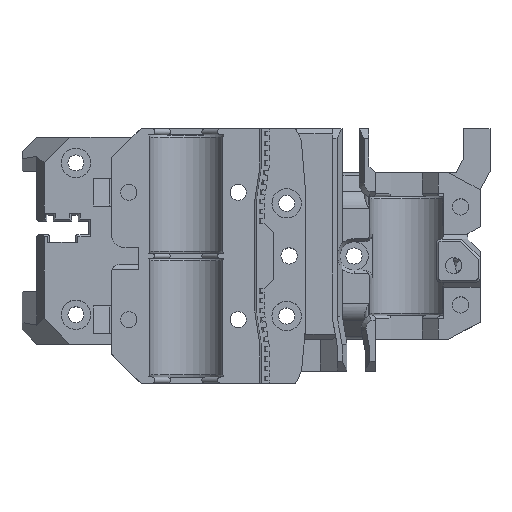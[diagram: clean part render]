
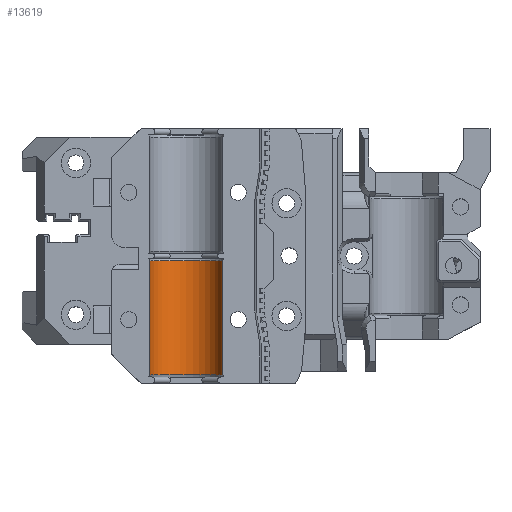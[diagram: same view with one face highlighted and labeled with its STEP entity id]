
A CAD part, top view. The second image highlights one B-rep face of the part: STEP entity #13619.
In plain terms, the highlighted cylindrical face has radius 7.6 mm (diameter 15.2 mm), a partial arc.
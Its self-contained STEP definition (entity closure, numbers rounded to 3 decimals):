
#184=CYLINDRICAL_SURFACE('',#14624,7.6);
#361=CIRCLE('',#14185,7.6);
#362=CIRCLE('',#14189,7.6);
#1005=FACE_OUTER_BOUND('',#1785,.T.);
#1785=EDGE_LOOP('',(#11628,#11629,#11630,#11631));
#2574=LINE('',#19996,#4256);
#2576=LINE('',#20010,#4258);
#4256=VECTOR('',#16101,10.);
#4258=VECTOR('',#16113,10.);
#5854=VERTEX_POINT('',#19975);
#5857=VERTEX_POINT('',#19985);
#5858=VERTEX_POINT('',#19994);
#5859=VERTEX_POINT('',#19998);
#7326=EDGE_CURVE('',#5857,#5854,#361,.T.);
#7328=EDGE_CURVE('',#5858,#5854,#2574,.T.);
#7331=EDGE_CURVE('',#5858,#5859,#362,.T.);
#7333=EDGE_CURVE('',#5859,#5857,#2576,.T.);
#11628=ORIENTED_EDGE('',*,*,#7326,.T.);
#11629=ORIENTED_EDGE('',*,*,#7328,.F.);
#11630=ORIENTED_EDGE('',*,*,#7331,.T.);
#11631=ORIENTED_EDGE('',*,*,#7333,.T.);
#13619=ADVANCED_FACE('',(#1005),#184,.F.);
#14185=AXIS2_PLACEMENT_3D('',#19992,#16096,#16097);
#14189=AXIS2_PLACEMENT_3D('',#20004,#16107,#16108);
#14624=AXIS2_PLACEMENT_3D('',#21976,#17725,#17726);
#16096=DIRECTION('center_axis',(0.,1.,0.));
#16097=DIRECTION('ref_axis',(1.,0.,0.));
#16101=DIRECTION('',(0.,1.,0.));
#16107=DIRECTION('center_axis',(0.,-1.,0.));
#16108=DIRECTION('ref_axis',(1.,0.,0.));
#16113=DIRECTION('',(0.,1.,0.));
#17725=DIRECTION('center_axis',(0.,-1.,0.));
#17726=DIRECTION('ref_axis',(0.,0.,-1.));
#19975=CARTESIAN_POINT('',(21.5,25.05,12.229));
#19985=CARTESIAN_POINT('',(36.5,25.05,12.229));
#19992=CARTESIAN_POINT('Origin',(29.,25.05,11.));
#19994=CARTESIAN_POINT('',(21.5,1.75,12.229));
#19996=CARTESIAN_POINT('',(21.5,26.,12.229));
#19998=CARTESIAN_POINT('',(36.5,1.75,12.229));
#20004=CARTESIAN_POINT('Origin',(29.,1.75,11.));
#20010=CARTESIAN_POINT('',(36.5,26.,12.229));
#21976=CARTESIAN_POINT('Origin',(29.,26.,11.));
